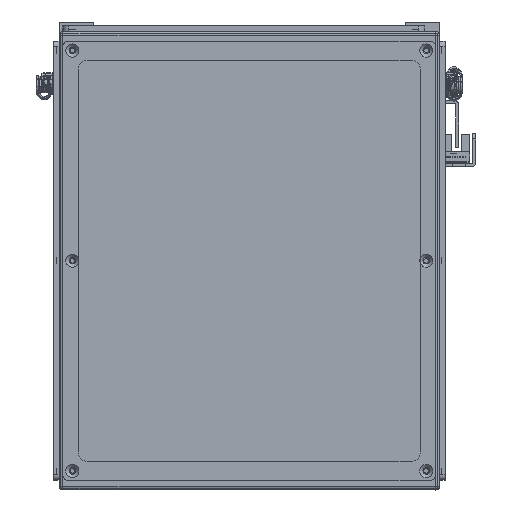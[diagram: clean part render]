
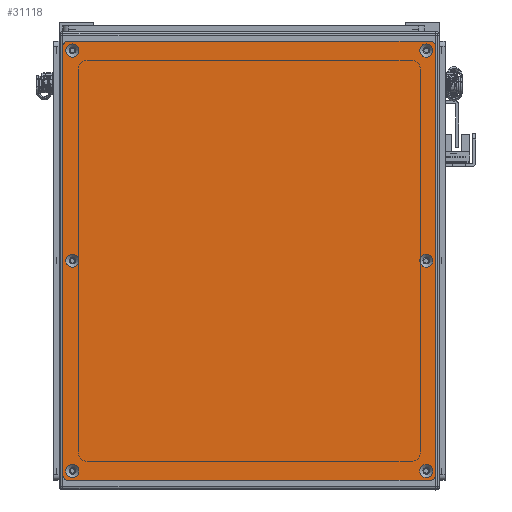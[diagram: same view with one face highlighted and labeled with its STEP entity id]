
A CAD part, front view. The second image highlights one B-rep face of the part: STEP entity #31118.
In plain terms, the highlighted planar face has unit normal (0, -1, 0).
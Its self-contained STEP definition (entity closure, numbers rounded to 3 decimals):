
#1035=FACE_BOUND('',#7736,.T.);
#1036=FACE_BOUND('',#7737,.T.);
#1037=FACE_BOUND('',#7738,.T.);
#1038=FACE_BOUND('',#7739,.T.);
#1039=FACE_BOUND('',#7740,.T.);
#1040=FACE_BOUND('',#7741,.T.);
#3305=CIRCLE('',#34560,3.45);
#3308=CIRCLE('',#34565,3.45);
#3311=CIRCLE('',#34570,3.45);
#3314=CIRCLE('',#34575,3.45);
#3317=CIRCLE('',#34580,3.45);
#3320=CIRCLE('',#34585,3.45);
#3323=CIRCLE('',#34590,3.);
#3325=CIRCLE('',#34593,3.);
#3326=CIRCLE('',#34594,3.);
#3327=CIRCLE('',#34595,3.);
#5725=FACE_OUTER_BOUND('',#7735,.T.);
#7735=EDGE_LOOP('',(#28640,#28641,#28642,#28643,#28644,#28645,#28646,#28647));
#7736=EDGE_LOOP('',(#28648));
#7737=EDGE_LOOP('',(#28649));
#7738=EDGE_LOOP('',(#28650));
#7739=EDGE_LOOP('',(#28651));
#7740=EDGE_LOOP('',(#28652));
#7741=EDGE_LOOP('',(#28653));
#10288=LINE('',#55106,#12826);
#10289=LINE('',#55110,#12827);
#10290=LINE('',#55114,#12828);
#10291=LINE('',#55117,#12829);
#12826=VECTOR('',#43314,10.);
#12827=VECTOR('',#43317,10.);
#12828=VECTOR('',#43320,10.);
#12829=VECTOR('',#43323,10.);
#15710=VERTEX_POINT('',#55036);
#15713=VERTEX_POINT('',#55046);
#15716=VERTEX_POINT('',#55056);
#15719=VERTEX_POINT('',#55066);
#15722=VERTEX_POINT('',#55076);
#15725=VERTEX_POINT('',#55086);
#15728=VERTEX_POINT('',#55096);
#15729=VERTEX_POINT('',#55097);
#15732=VERTEX_POINT('',#55105);
#15733=VERTEX_POINT('',#55107);
#15734=VERTEX_POINT('',#55109);
#15735=VERTEX_POINT('',#55111);
#15736=VERTEX_POINT('',#55113);
#15737=VERTEX_POINT('',#55115);
#20016=EDGE_CURVE('',#15710,#15710,#3305,.T.);
#20021=EDGE_CURVE('',#15713,#15713,#3308,.T.);
#20026=EDGE_CURVE('',#15716,#15716,#3311,.T.);
#20031=EDGE_CURVE('',#15719,#15719,#3314,.T.);
#20036=EDGE_CURVE('',#15722,#15722,#3317,.T.);
#20041=EDGE_CURVE('',#15725,#15725,#3320,.T.);
#20046=EDGE_CURVE('',#15728,#15729,#3323,.T.);
#20050=EDGE_CURVE('',#15728,#15732,#10288,.T.);
#20051=EDGE_CURVE('',#15733,#15732,#3325,.T.);
#20052=EDGE_CURVE('',#15733,#15734,#10289,.T.);
#20053=EDGE_CURVE('',#15735,#15734,#3326,.T.);
#20054=EDGE_CURVE('',#15735,#15736,#10290,.T.);
#20055=EDGE_CURVE('',#15737,#15736,#3327,.T.);
#20056=EDGE_CURVE('',#15737,#15729,#10291,.T.);
#28640=ORIENTED_EDGE('',*,*,#20046,.F.);
#28641=ORIENTED_EDGE('',*,*,#20050,.T.);
#28642=ORIENTED_EDGE('',*,*,#20051,.F.);
#28643=ORIENTED_EDGE('',*,*,#20052,.T.);
#28644=ORIENTED_EDGE('',*,*,#20053,.F.);
#28645=ORIENTED_EDGE('',*,*,#20054,.T.);
#28646=ORIENTED_EDGE('',*,*,#20055,.F.);
#28647=ORIENTED_EDGE('',*,*,#20056,.T.);
#28648=ORIENTED_EDGE('',*,*,#20016,.T.);
#28649=ORIENTED_EDGE('',*,*,#20021,.T.);
#28650=ORIENTED_EDGE('',*,*,#20026,.T.);
#28651=ORIENTED_EDGE('',*,*,#20031,.T.);
#28652=ORIENTED_EDGE('',*,*,#20036,.T.);
#28653=ORIENTED_EDGE('',*,*,#20041,.T.);
#29574=PLANE('',#34592);
#31118=ADVANCED_FACE('',(#5725,#1035,#1036,#1037,#1038,#1039,#1040),#29574,
 .T.);
#34560=AXIS2_PLACEMENT_3D('',#55037,#43234,#43235);
#34565=AXIS2_PLACEMENT_3D('',#55047,#43246,#43247);
#34570=AXIS2_PLACEMENT_3D('',#55057,#43258,#43259);
#34575=AXIS2_PLACEMENT_3D('',#55067,#43270,#43271);
#34580=AXIS2_PLACEMENT_3D('',#55077,#43282,#43283);
#34585=AXIS2_PLACEMENT_3D('',#55087,#43294,#43295);
#34590=AXIS2_PLACEMENT_3D('',#55098,#43306,#43307);
#34592=AXIS2_PLACEMENT_3D('',#55104,#43312,#43313);
#34593=AXIS2_PLACEMENT_3D('',#55108,#43315,#43316);
#34594=AXIS2_PLACEMENT_3D('',#55112,#43318,#43319);
#34595=AXIS2_PLACEMENT_3D('',#55116,#43321,#43322);
#43234=DIRECTION('center_axis',(0.,1.,0.));
#43235=DIRECTION('ref_axis',(1.,0.,0.));
#43246=DIRECTION('center_axis',(0.,1.,0.));
#43247=DIRECTION('ref_axis',(1.,0.,0.));
#43258=DIRECTION('center_axis',(0.,1.,0.));
#43259=DIRECTION('ref_axis',(1.,0.,0.));
#43270=DIRECTION('center_axis',(0.,1.,0.));
#43271=DIRECTION('ref_axis',(1.,0.,0.));
#43282=DIRECTION('center_axis',(0.,1.,0.));
#43283=DIRECTION('ref_axis',(1.,0.,0.));
#43294=DIRECTION('center_axis',(0.,1.,0.));
#43295=DIRECTION('ref_axis',(1.,0.,0.));
#43306=DIRECTION('center_axis',(0.,1.,0.));
#43307=DIRECTION('ref_axis',(-0.707,0.,0.707));
#43312=DIRECTION('center_axis',(0.,-1.,0.));
#43313=DIRECTION('ref_axis',(0.,0.,-1.));
#43314=DIRECTION('',(0.,0.,-1.));
#43315=DIRECTION('center_axis',(0.,1.,0.));
#43316=DIRECTION('ref_axis',(-0.707,0.,-0.707));
#43317=DIRECTION('',(1.,0.,0.));
#43318=DIRECTION('center_axis',(0.,1.,0.));
#43319=DIRECTION('ref_axis',(0.707,0.,-0.707));
#43320=DIRECTION('',(0.,0.,1.));
#43321=DIRECTION('center_axis',(0.,1.,0.));
#43322=DIRECTION('ref_axis',(0.707,0.,0.707));
#43323=DIRECTION('',(-1.,0.,0.));
#55036=CARTESIAN_POINT('',(107.05,-1.5,93.));
#55037=CARTESIAN_POINT('Origin',(110.5,-1.5,93.));
#55046=CARTESIAN_POINT('',(-3.45,-1.5,93.));
#55047=CARTESIAN_POINT('Origin',(0.,-1.5,93.));
#55056=CARTESIAN_POINT('',(-113.95,-1.5,93.));
#55057=CARTESIAN_POINT('Origin',(-110.5,-1.5,93.));
#55066=CARTESIAN_POINT('',(-113.95,-1.5,-93.));
#55067=CARTESIAN_POINT('Origin',(-110.5,-1.5,-93.));
#55076=CARTESIAN_POINT('',(-3.45,-1.5,-93.));
#55077=CARTESIAN_POINT('Origin',(0.,-1.5,-93.));
#55086=CARTESIAN_POINT('',(107.05,-1.5,-93.));
#55087=CARTESIAN_POINT('Origin',(110.5,-1.5,-93.));
#55096=CARTESIAN_POINT('',(-115.5,-1.5,95.));
#55097=CARTESIAN_POINT('',(-112.5,-1.5,98.));
#55098=CARTESIAN_POINT('Origin',(-112.5,-1.5,95.));
#55104=CARTESIAN_POINT('Origin',(0.,-1.5,0.));
#55105=CARTESIAN_POINT('',(-115.5,-1.5,-95.));
#55106=CARTESIAN_POINT('',(-115.5,-1.5,98.));
#55107=CARTESIAN_POINT('',(-112.5,-1.5,-98.));
#55108=CARTESIAN_POINT('Origin',(-112.5,-1.5,-95.));
#55109=CARTESIAN_POINT('',(112.5,-1.5,-98.));
#55110=CARTESIAN_POINT('',(-115.5,-1.5,-98.));
#55111=CARTESIAN_POINT('',(115.5,-1.5,-95.));
#55112=CARTESIAN_POINT('Origin',(112.5,-1.5,-95.));
#55113=CARTESIAN_POINT('',(115.5,-1.5,95.));
#55114=CARTESIAN_POINT('',(115.5,-1.5,-98.));
#55115=CARTESIAN_POINT('',(112.5,-1.5,98.));
#55116=CARTESIAN_POINT('Origin',(112.5,-1.5,95.));
#55117=CARTESIAN_POINT('',(115.5,-1.5,98.));
